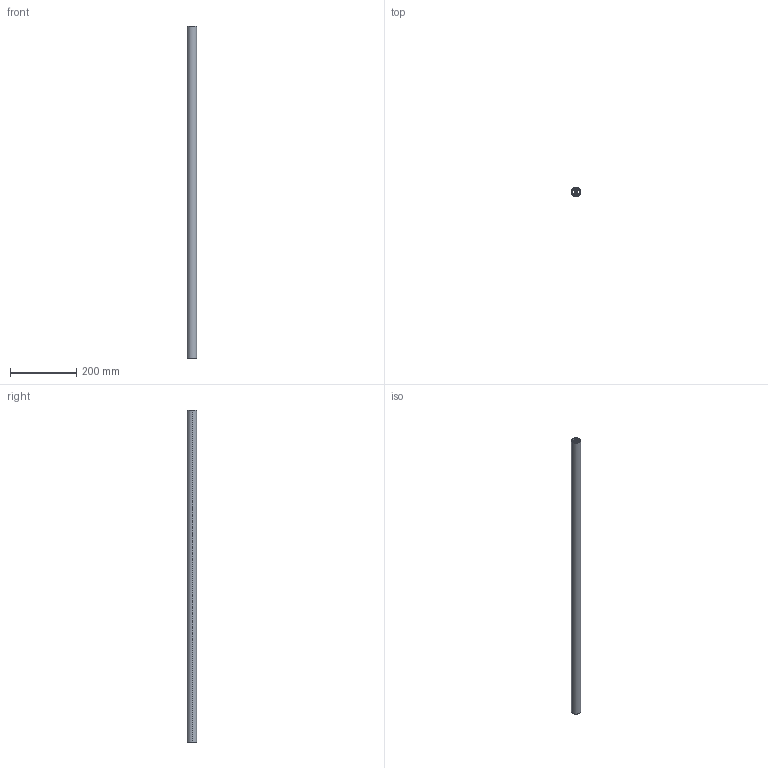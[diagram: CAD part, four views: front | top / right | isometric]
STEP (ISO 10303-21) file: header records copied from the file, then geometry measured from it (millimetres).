
FILE_DESCRIPTION((''),'2;1');
FILE_NAME('14029','2022-09-19T11:07:11',('PredragRovcanin'),('Audax d.o.o.'),'CREO PARAMETRIC BY PTC INC, 2020281','CREO PARAMETRIC BY PTC INC, 2020281','');
FILE_SCHEMA(('AUTOMOTIVE_DESIGN { 1 0 10303 214 1 1 1 1 }'));
Length unit declared in the file: millimetre
Products named in the file (1): 14029
Bounding box: 28 x 28 x 1000 mm (x, y, z)
Volume: 275181.5 mm3; surface area: 264860.1 mm2
Topology: 1 solids, 1 shells, 64 faces, 187 edges, 126 vertices
Faces by surface type: plane 34, cylinder 30
Entity records: 3282 total; most frequent: CARTESIAN_POINT 378, DIRECTION 377, ORIENTED_EDGE 372, COLOUR_RGB 321, PRESENTATION_STYLE_ASSIGNMENT 188, STYLED_ITEM 188, CURVE_STYLE 187, EDGE_CURVE 186
